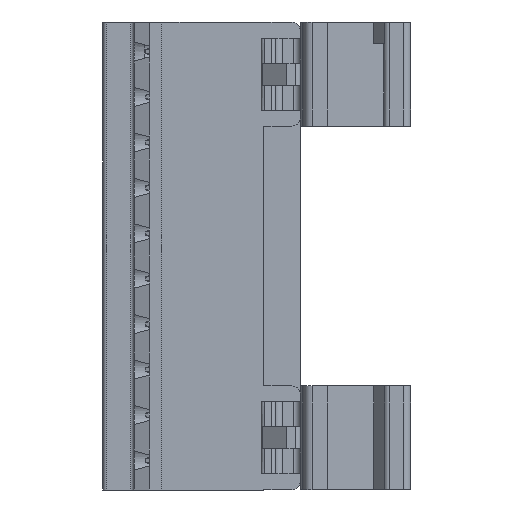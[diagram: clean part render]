
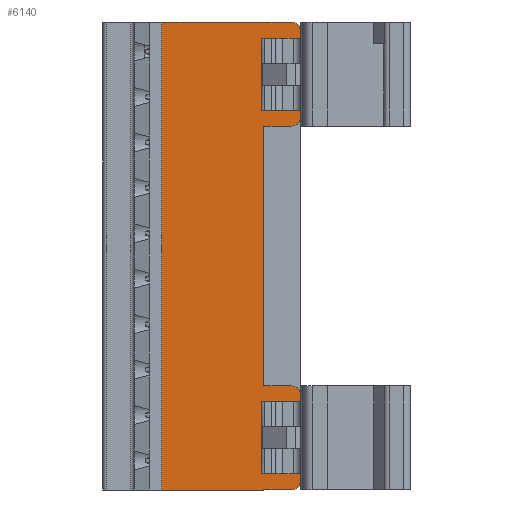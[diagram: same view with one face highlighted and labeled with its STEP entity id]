
A CAD part, left-side view. The second image highlights one B-rep face of the part: STEP entity #6140.
In plain terms, the highlighted planar face has unit normal (-1, 0, 0).
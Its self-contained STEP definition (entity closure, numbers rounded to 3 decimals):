
#225=CARTESIAN_POINT('',(-3.95,-3.1,-48.98));
#226=VERTEX_POINT('',#225);
#233=CARTESIAN_POINT('',(-3.95,0.0,-48.98));
#234=VERTEX_POINT('',#233);
#235=CARTESIAN_POINT('',(-3.95,0.0,-48.98));
#236=DIRECTION('',(0.0,-1.0,0.0));
#237=VECTOR('',#236,3.1);
#238=LINE('',#235,#237);
#239=EDGE_CURVE('',#234,#226,#238,.T.);
#421=CARTESIAN_POINT('',(-3.95,-4.1,-38.38));
#422=VERTEX_POINT('',#421);
#423=CARTESIAN_POINT('',(-3.95,-4.1,-39.13));
#424=VERTEX_POINT('',#423);
#425=CARTESIAN_POINT('',(-3.95,-4.1,-38.38));
#426=DIRECTION('',(0.0,0.0,-1.0));
#427=VECTOR('',#426,0.75);
#428=LINE('',#425,#427);
#429=EDGE_CURVE('',#422,#424,#428,.T.);
#493=CARTESIAN_POINT('',(-3.95,-4.1,-47.98));
#494=VERTEX_POINT('',#493);
#495=CARTESIAN_POINT('',(-3.95,-4.1,-47.23));
#496=VERTEX_POINT('',#495);
#497=CARTESIAN_POINT('',(-3.95,-4.1,-47.98));
#498=DIRECTION('',(0.0,0.0,1.0));
#499=VECTOR('',#498,0.75);
#500=LINE('',#497,#499);
#501=EDGE_CURVE('',#494,#496,#500,.T.);
#1125=CARTESIAN_POINT('',(-3.95,0.3,-39.13));
#1126=VERTEX_POINT('',#1125);
#1127=CARTESIAN_POINT('',(-3.95,0.3,-39.13));
#1128=DIRECTION('',(0.0,-1.0,0.0));
#1129=VECTOR('',#1128,4.4);
#1130=LINE('',#1127,#1129);
#1131=EDGE_CURVE('',#1126,#424,#1130,.T.);
#1153=CARTESIAN_POINT('',(-3.95,0.3,-47.23));
#1154=VERTEX_POINT('',#1153);
#1163=CARTESIAN_POINT('',(-3.95,0.3,-47.23));
#1164=DIRECTION('',(0.0,0.0,1.0));
#1165=VECTOR('',#1164,8.1);
#1166=LINE('',#1163,#1165);
#1167=EDGE_CURVE('',#1154,#1126,#1166,.T.);
#1177=CARTESIAN_POINT('',(-3.95,-4.1,-47.23));
#1178=DIRECTION('',(0.0,1.0,0.0));
#1179=VECTOR('',#1178,4.4);
#1180=LINE('',#1177,#1179);
#1181=EDGE_CURVE('',#496,#1154,#1180,.T.);
#5983=CARTESIAN_POINT('',(-3.95,0.0,0.0));
#5984=DIRECTION('',(-1.0,0.0,0.0));
#5985=DIRECTION('',(0.0,0.0,1.0));
#5986=AXIS2_PLACEMENT_3D('',#5983,#5984,#5985);
#5987=PLANE('',#5986);
#5988=ORIENTED_EDGE('',*,*,#1181,.T.);
#5989=ORIENTED_EDGE('',*,*,#1167,.T.);
#5990=ORIENTED_EDGE('',*,*,#1131,.T.);
#5991=ORIENTED_EDGE('',*,*,#429,.F.);
#5992=CARTESIAN_POINT('',(-3.95,-3.1,-37.38));
#5993=VERTEX_POINT('',#5992);
#5994=CARTESIAN_POINT('',(-3.95,-3.1,-38.38));
#5995=DIRECTION('',(1.0,0.0,0.0));
#5996=DIRECTION('',(0.0,0.0,-1.0));
#5997=AXIS2_PLACEMENT_3D('',#5994,#5995,#5996);
#5998=CIRCLE('',#5997,1.0);
#5999=EDGE_CURVE('',#5993,#422,#5998,.T.);
#6000=ORIENTED_EDGE('',*,*,#5999,.F.);
#6001=CARTESIAN_POINT('',(-3.95,0.,-37.38));
#6002=VERTEX_POINT('',#6001);
#6003=CARTESIAN_POINT('',(-3.95,0.,-37.38));
#6004=DIRECTION('',(0.0,-1.0,0.0));
#6005=VECTOR('',#6004,3.1);
#6006=LINE('',#6003,#6005);
#6007=EDGE_CURVE('',#6002,#5993,#6006,.T.);
#6008=ORIENTED_EDGE('',*,*,#6007,.F.);
#6009=CARTESIAN_POINT('',(-3.95,0.,-8.34));
#6010=VERTEX_POINT('',#6009);
#6011=CARTESIAN_POINT('',(-3.95,0.0,-8.34));
#6012=DIRECTION('',(0.0,0.0,-1.0));
#6013=VECTOR('',#6012,29.04);
#6014=LINE('',#6011,#6013);
#6015=EDGE_CURVE('',#6010,#6002,#6014,.T.);
#6016=ORIENTED_EDGE('',*,*,#6015,.F.);
#6017=CARTESIAN_POINT('',(-3.95,-3.1,-8.34));
#6018=VERTEX_POINT('',#6017);
#6019=CARTESIAN_POINT('',(-3.95,0.,-8.34));
#6020=DIRECTION('',(0.0,-1.0,0.0));
#6021=VECTOR('',#6020,3.1);
#6022=LINE('',#6019,#6021);
#6023=EDGE_CURVE('',#6010,#6018,#6022,.T.);
#6024=ORIENTED_EDGE('',*,*,#6023,.T.);
#6025=CARTESIAN_POINT('',(-3.95,-4.1,-7.34));
#6026=VERTEX_POINT('',#6025);
#6027=CARTESIAN_POINT('',(-3.95,-3.1,-7.34));
#6028=DIRECTION('',(-1.0,0.0,0.0));
#6029=DIRECTION('',(0.0,0.0,1.0));
#6030=AXIS2_PLACEMENT_3D('',#6027,#6028,#6029);
#6031=CIRCLE('',#6030,1.0);
#6032=EDGE_CURVE('',#6018,#6026,#6031,.T.);
#6033=ORIENTED_EDGE('',*,*,#6032,.T.);
#6034=CARTESIAN_POINT('',(-3.95,-4.1,-6.59));
#6035=VERTEX_POINT('',#6034);
#6036=CARTESIAN_POINT('',(-3.95,-4.1,-7.34));
#6037=DIRECTION('',(0.0,0.0,1.0));
#6038=VECTOR('',#6037,0.75);
#6039=LINE('',#6036,#6038);
#6040=EDGE_CURVE('',#6026,#6035,#6039,.T.);
#6041=ORIENTED_EDGE('',*,*,#6040,.T.);
#6042=CARTESIAN_POINT('',(-3.95,0.3,-6.59));
#6043=VERTEX_POINT('',#6042);
#6044=CARTESIAN_POINT('',(-3.95,-4.1,-6.59));
#6045=DIRECTION('',(0.0,1.0,0.0));
#6046=VECTOR('',#6045,4.4);
#6047=LINE('',#6044,#6046);
#6048=EDGE_CURVE('',#6035,#6043,#6047,.T.);
#6049=ORIENTED_EDGE('',*,*,#6048,.T.);
#6050=CARTESIAN_POINT('',(-3.95,0.3,1.51));
#6051=VERTEX_POINT('',#6050);
#6052=CARTESIAN_POINT('',(-3.95,0.3,-6.59));
#6053=DIRECTION('',(0.0,0.0,1.0));
#6054=VECTOR('',#6053,8.1);
#6055=LINE('',#6052,#6054);
#6056=EDGE_CURVE('',#6043,#6051,#6055,.T.);
#6057=ORIENTED_EDGE('',*,*,#6056,.T.);
#6058=CARTESIAN_POINT('',(-3.95,-4.1,1.51));
#6059=VERTEX_POINT('',#6058);
#6060=CARTESIAN_POINT('',(-3.95,0.3,1.51));
#6061=DIRECTION('',(0.0,-1.0,0.0));
#6062=VECTOR('',#6061,4.4);
#6063=LINE('',#6060,#6062);
#6064=EDGE_CURVE('',#6051,#6059,#6063,.T.);
#6065=ORIENTED_EDGE('',*,*,#6064,.T.);
#6066=CARTESIAN_POINT('',(-3.95,-4.1,2.26));
#6067=VERTEX_POINT('',#6066);
#6068=CARTESIAN_POINT('',(-3.95,-4.1,2.26));
#6069=DIRECTION('',(0.0,0.0,-1.0));
#6070=VECTOR('',#6069,0.75);
#6071=LINE('',#6068,#6070);
#6072=EDGE_CURVE('',#6067,#6059,#6071,.T.);
#6073=ORIENTED_EDGE('',*,*,#6072,.F.);
#6074=CARTESIAN_POINT('',(-3.95,-3.1,3.26));
#6075=VERTEX_POINT('',#6074);
#6076=CARTESIAN_POINT('',(-3.95,-3.1,2.26));
#6077=DIRECTION('',(1.0,0.0,0.0));
#6078=DIRECTION('',(0.0,0.0,-1.0));
#6079=AXIS2_PLACEMENT_3D('',#6076,#6077,#6078);
#6080=CIRCLE('',#6079,1.0);
#6081=EDGE_CURVE('',#6075,#6067,#6080,.T.);
#6082=ORIENTED_EDGE('',*,*,#6081,.F.);
#6083=CARTESIAN_POINT('',(-3.95,0.0,3.26));
#6084=VERTEX_POINT('',#6083);
#6085=CARTESIAN_POINT('',(-3.95,0.0,3.26));
#6086=DIRECTION('',(0.0,-1.0,0.0));
#6087=VECTOR('',#6086,3.1);
#6088=LINE('',#6085,#6087);
#6089=EDGE_CURVE('',#6084,#6075,#6088,.T.);
#6090=ORIENTED_EDGE('',*,*,#6089,.F.);
#6091=CARTESIAN_POINT('',(-3.95,0.0,3.3));
#6092=VERTEX_POINT('',#6091);
#6093=CARTESIAN_POINT('',(-3.95,0.0,3.3));
#6094=DIRECTION('',(0.0,0.0,-1.0));
#6095=VECTOR('',#6094,0.04);
#6096=LINE('',#6093,#6095);
#6097=EDGE_CURVE('',#6092,#6084,#6096,.T.);
#6098=ORIENTED_EDGE('',*,*,#6097,.F.);
#6099=CARTESIAN_POINT('',(-3.95,11.4,3.3));
#6100=VERTEX_POINT('',#6099);
#6101=CARTESIAN_POINT('',(-3.95,0.0,3.3));
#6102=DIRECTION('',(0.0,1.0,0.0));
#6103=VECTOR('',#6102,11.4);
#6104=LINE('',#6101,#6103);
#6105=EDGE_CURVE('',#6092,#6100,#6104,.T.);
#6106=ORIENTED_EDGE('',*,*,#6105,.T.);
#6107=CARTESIAN_POINT('',(-3.95,11.4,-49.02));
#6108=VERTEX_POINT('',#6107);
#6109=CARTESIAN_POINT('',(-3.95,11.4,-49.02));
#6110=DIRECTION('',(0.0,0.0,1.0));
#6111=VECTOR('',#6110,52.32);
#6112=LINE('',#6109,#6111);
#6113=EDGE_CURVE('',#6108,#6100,#6112,.T.);
#6114=ORIENTED_EDGE('',*,*,#6113,.F.);
#6115=CARTESIAN_POINT('',(-3.95,0.0,-49.02));
#6116=VERTEX_POINT('',#6115);
#6117=CARTESIAN_POINT('',(-3.95,11.4,-49.02));
#6118=DIRECTION('',(0.0,-1.0,0.0));
#6119=VECTOR('',#6118,11.4);
#6120=LINE('',#6117,#6119);
#6121=EDGE_CURVE('',#6108,#6116,#6120,.T.);
#6122=ORIENTED_EDGE('',*,*,#6121,.T.);
#6123=CARTESIAN_POINT('',(-3.95,0.0,-48.98));
#6124=DIRECTION('',(0.0,0.0,-1.0));
#6125=VECTOR('',#6124,0.04);
#6126=LINE('',#6123,#6125);
#6127=EDGE_CURVE('',#234,#6116,#6126,.T.);
#6128=ORIENTED_EDGE('',*,*,#6127,.F.);
#6129=ORIENTED_EDGE('',*,*,#239,.T.);
#6130=CARTESIAN_POINT('',(-3.95,-3.1,-47.98));
#6131=DIRECTION('',(-1.0,0.0,0.0));
#6132=DIRECTION('',(0.0,0.0,1.0));
#6133=AXIS2_PLACEMENT_3D('',#6130,#6131,#6132);
#6134=CIRCLE('',#6133,1.0);
#6135=EDGE_CURVE('',#226,#494,#6134,.T.);
#6136=ORIENTED_EDGE('',*,*,#6135,.T.);
#6137=ORIENTED_EDGE('',*,*,#501,.T.);
#6138=EDGE_LOOP('',(#5988,#5989,#5990,#5991,#6000,#6008,#6016,#6024,#6033,#6041,#6049,#6057,#6065,#6073,#6082,#6090,#6098,#6106,#6114,#6122,#6128,#6129,#6136,#6137));
#6139=FACE_OUTER_BOUND('',#6138,.T.);
#6140=ADVANCED_FACE('',(#6139),#5987,.T.);
